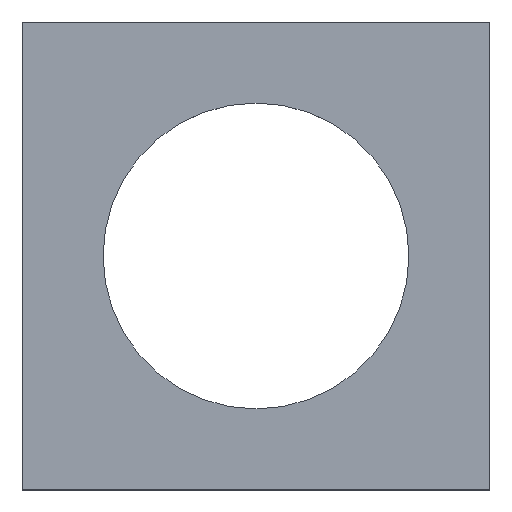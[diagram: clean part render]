
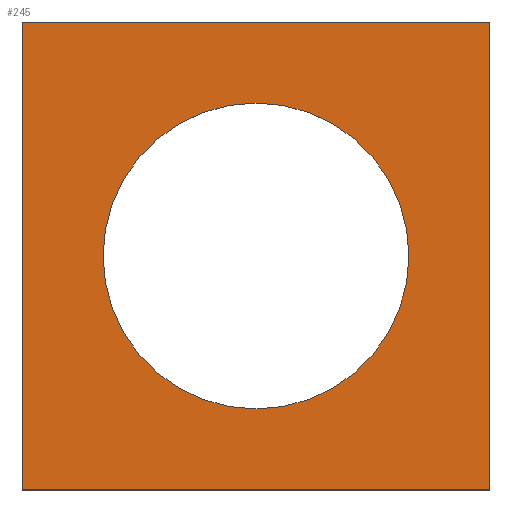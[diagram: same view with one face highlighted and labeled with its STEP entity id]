
A CAD part, top view. The second image highlights one B-rep face of the part: STEP entity #245.
In plain terms, the highlighted planar face has unit normal (0, 0, 1).
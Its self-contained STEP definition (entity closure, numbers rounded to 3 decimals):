
#164=AXIS2_PLACEMENT_3D('Circle Axis2P3D',#162,#163,$) ;
#199=AXIS2_PLACEMENT_3D('Circle Axis2P3D',#197,#198,$) ;
#233=AXIS2_PLACEMENT_3D('Plane Axis2P3D',#230,#231,#232) ;
#44=CARTESIAN_POINT('Vertex',(45.6,0.,1.2)) ;
#58=CARTESIAN_POINT('Vertex',(45.6,45.6,1.2)) ;
#61=CARTESIAN_POINT('Line Origine',(45.6,22.8,1.2)) ;
#89=CARTESIAN_POINT('Vertex',(0.,45.6,1.2)) ;
#92=CARTESIAN_POINT('Line Origine',(22.8,45.6,1.2)) ;
#120=CARTESIAN_POINT('Vertex',(0.,0.,1.2)) ;
#123=CARTESIAN_POINT('Line Origine',(0.,22.8,1.2)) ;
#145=CARTESIAN_POINT('Line Origine',(22.8,0.,1.2)) ;
#162=CARTESIAN_POINT('Axis2P3D Location',(22.8,22.8,1.2)) ;
#166=CARTESIAN_POINT('Vertex',(37.7,22.8,1.2)) ;
#168=CARTESIAN_POINT('Vertex',(7.9,22.8,1.2)) ;
#197=CARTESIAN_POINT('Axis2P3D Location',(22.8,22.8,1.2)) ;
#230=CARTESIAN_POINT('Axis2P3D Location',(22.8,22.8,1.2)) ;
#62=DIRECTION('Vector Direction',(0.,1.,0.)) ;
#93=DIRECTION('Vector Direction',(1.,0.,0.)) ;
#124=DIRECTION('Vector Direction',(0.,-1.,0.)) ;
#146=DIRECTION('Vector Direction',(-1.,0.,0.)) ;
#163=DIRECTION('Axis2P3D Direction',(0.,0.,1.)) ;
#198=DIRECTION('Axis2P3D Direction',(0.,0.,1.)) ;
#231=DIRECTION('Axis2P3D Direction',(0.,0.,1.)) ;
#232=DIRECTION('Axis2P3D XDirection',(-1.,0.,0.)) ;
#63=VECTOR('Line Direction',#62,1.) ;
#94=VECTOR('Line Direction',#93,1.) ;
#125=VECTOR('Line Direction',#124,1.) ;
#147=VECTOR('Line Direction',#146,1.) ;
#236=ORIENTED_EDGE('',*,*,#65,.T.) ;
#237=ORIENTED_EDGE('',*,*,#96,.T.) ;
#238=ORIENTED_EDGE('',*,*,#127,.T.) ;
#239=ORIENTED_EDGE('',*,*,#149,.T.) ;
#242=ORIENTED_EDGE('',*,*,#170,.F.) ;
#243=ORIENTED_EDGE('',*,*,#201,.F.) ;
#244=FACE_BOUND('',#241,.T.) ;
#245=ADVANCED_FACE('S3D gedreht',(#240,#244),#234,.T.) ;
#165=CIRCLE('generated circle',#164,14.9) ;
#200=CIRCLE('generated circle',#199,14.9) ;
#65=EDGE_CURVE('',#45,#59,#64,.T.) ;
#96=EDGE_CURVE('',#59,#90,#95,.F.) ;
#127=EDGE_CURVE('',#90,#121,#126,.T.) ;
#149=EDGE_CURVE('',#121,#45,#148,.F.) ;
#170=EDGE_CURVE('',#167,#169,#165,.T.) ;
#201=EDGE_CURVE('',#169,#167,#200,.T.) ;
#235=EDGE_LOOP('',(#236,#237,#238,#239)) ;
#241=EDGE_LOOP('',(#242,#243)) ;
#240=FACE_OUTER_BOUND('',#235,.T.) ;
#64=LINE('Line',#61,#63) ;
#95=LINE('Line',#92,#94) ;
#126=LINE('Line',#123,#125) ;
#148=LINE('Line',#145,#147) ;
#234=PLANE('',#233) ;
#45=VERTEX_POINT('',#44) ;
#59=VERTEX_POINT('',#58) ;
#90=VERTEX_POINT('',#89) ;
#121=VERTEX_POINT('',#120) ;
#167=VERTEX_POINT('',#166) ;
#169=VERTEX_POINT('',#168) ;
